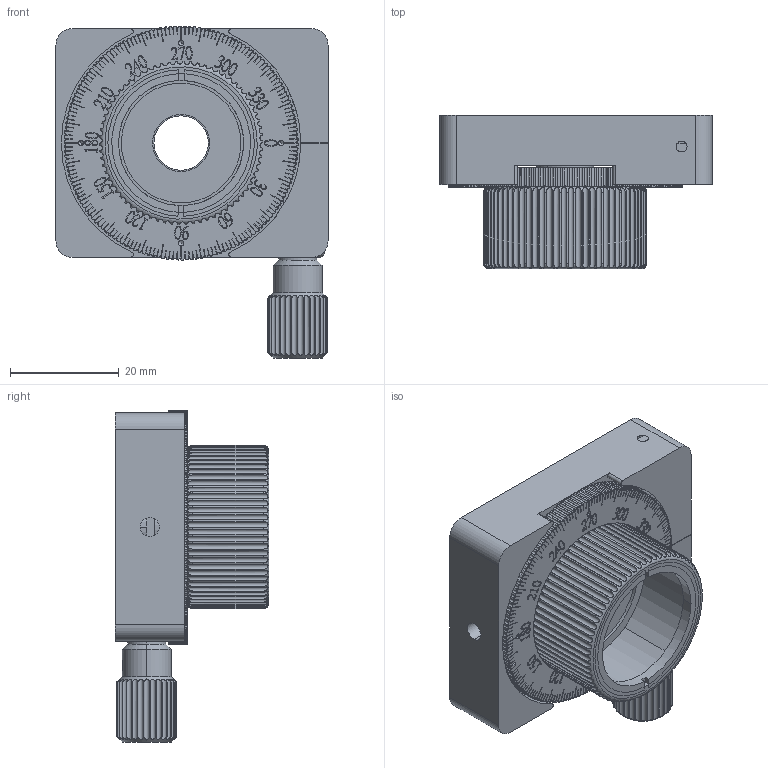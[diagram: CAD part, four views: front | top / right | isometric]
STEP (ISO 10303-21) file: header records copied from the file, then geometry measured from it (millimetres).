
FILE_DESCRIPTION (( 'STEP AP203' ), '1' );
FILE_NAME ('56RSA-0.5.STEP', '2023-04-26T07:47:05', ( '' ), ( '' ), 'SwSTEP 2.0', 'SolidWorks 2022', '' );
FILE_SCHEMA (( 'CONFIG_CONTROL_DESIGN' ));
Products named in the file (1): 56RSA-0.5
Bounding box: 50 x 28.2 x 61 mm (x, y, z)
Surface area: 15198.9 mm2 (no closed solid volume)
Topology: 0 solids, 19 shells, 1658 faces, 6124 edges, 4232 vertices
Faces by surface type: cylinder 699, plane 639, bspline 276, cone 38, torus 6
Entity records: 81311 total; most frequent: CARTESIAN_POINT 32053, ORIENTED_EDGE 10419, DIRECTION 9206, EDGE_CURVE 6116, VERTEX_POINT 4232, VECTOR 3302, LINE 3302, AXIS2_PLACEMENT_3D 2952
